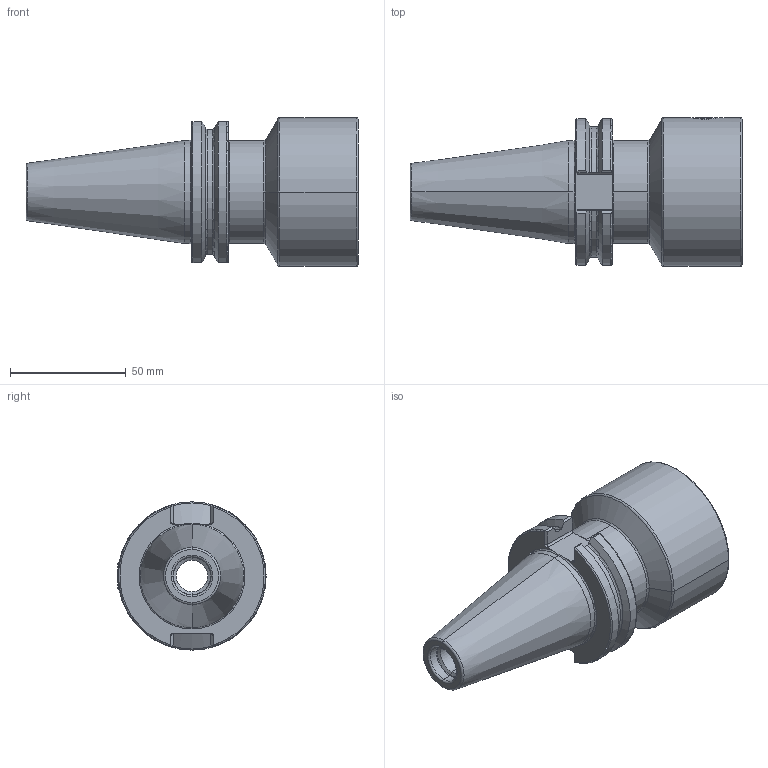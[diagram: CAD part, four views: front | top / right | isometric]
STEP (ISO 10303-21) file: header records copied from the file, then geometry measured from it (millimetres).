
FILE_DESCRIPTION (( 'STEP AP203' ), '1' );
FILE_NAME ('CT4-ST6.K01.075.STEP', '2016-02-12T08:43:02', ( 'SWIAdmin' ), ( 'Hewlett-Packard Company' ), 'SwSTEP 2.0', 'SolidWorks 2015', '' );
FILE_SCHEMA (( 'CONFIG_CONTROL_DESIGN' ));
Length unit declared in the file: millimetre
Products named in the file (5): CT4-ST6.K01.075; CT4-ST6.K01.075_A; ST6-ER1.001.018_A; DIN 3771 - 33x2; ST6-ER4.001.020_A
Assembly tree (4 placements, depth 2):
  CT4-ST6.K01.075
    CT4-ST6.K01.075_A
    ST6-ER1.001.018_A
    DIN 3771 - 33x2
    ST6-ER4.001.020_A
Bounding box: 143.25 x 64 x 64 mm (x, y, z)
Volume: 192917.6 mm3; surface area: 45888 mm2
Topology: 4 solids, 4 shells, 182 faces, 455 edges, 277 vertices
Faces by surface type: plane 54, cylinder 49, torus 43, cone 32, bspline 4
Entity records: 6623 total; most frequent: CARTESIAN_POINT 1811, DIRECTION 927, ORIENTED_EDGE 902, EDGE_CURVE 451, AXIS2_PLACEMENT_3D 374, VERTEX_POINT 277, EDGE_LOOP 190, CIRCLE 189
